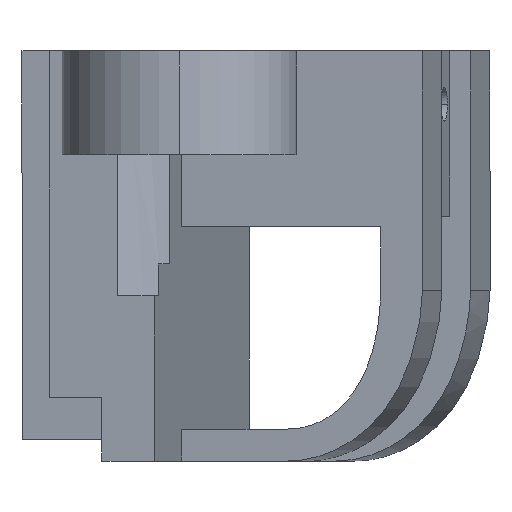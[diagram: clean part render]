
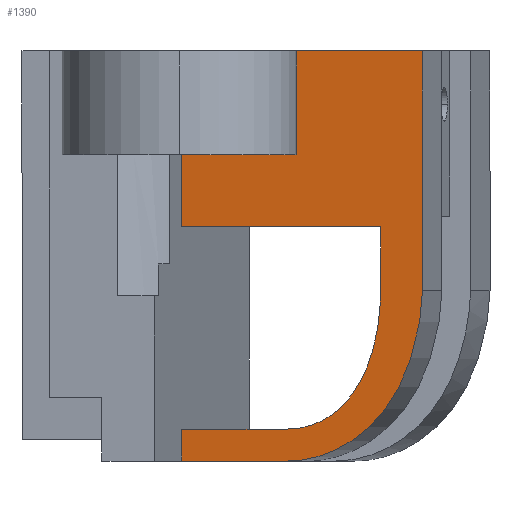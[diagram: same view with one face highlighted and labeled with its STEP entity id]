
A CAD part, left-side view. The second image highlights one B-rep face of the part: STEP entity #1390.
In plain terms, the highlighted planar face has unit normal (-0.983, 0.182, 0).
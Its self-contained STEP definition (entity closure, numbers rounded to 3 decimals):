
#2 = LINE ( 'NONE', #73, #171 ) ;
#33 = VERTEX_POINT ( 'NONE', #1698 ) ;
#35 = B_SPLINE_CURVE_WITH_KNOTS ( 'NONE', 3,
 ( #1394, #449, #607, #1716, #765 ),
 .UNSPECIFIED., .F., .F.,
 ( 4, 1, 4 ),
 ( 0., 0.548, 1. ),
 .UNSPECIFIED. ) ;
#73 = CARTESIAN_POINT ( 'NONE',  ( -73.538, 9.597, -76.548 ) ) ;
#75 = VECTOR ( 'NONE', #600, 1000. ) ;
#110 = LINE ( 'NONE', #1137, #191 ) ;
#128 = DIRECTION ( 'NONE',  ( -0.182, -0.983, 0. ) ) ;
#137 = VECTOR ( 'NONE', #851, 1000. ) ;
#171 = VECTOR ( 'NONE', #548, 1000. ) ;
#191 = VECTOR ( 'NONE', #349, 1000. ) ;
#223 = ORIENTED_EDGE ( 'NONE', *, *, #1992, .F. ) ;
#229 = DIRECTION ( 'NONE',  ( 0.182, 0.983, 0. ) ) ;
#241 = DIRECTION ( 'NONE',  ( 0., 0., 1. ) ) ;
#278 = VERTEX_POINT ( 'NONE', #1328 ) ;
#339 = EDGE_CURVE ( 'NONE', #718, #1418, #1641, .T. ) ;
#343 = LINE ( 'NONE', #447, #1656 ) ;
#349 = DIRECTION ( 'NONE',  ( 0., 0., 1. ) ) ;
#377 = CARTESIAN_POINT ( 'NONE',  ( -72.809, 13.53, -100.548 ) ) ;
#387 = VERTEX_POINT ( 'NONE', #1519 ) ;
#403 = EDGE_CURVE ( 'NONE', #1178, #718, #1528, .T. ) ;
#447 = CARTESIAN_POINT ( 'NONE',  ( -69.942, 28.992, -78.048 ) ) ;
#449 = CARTESIAN_POINT ( 'NONE',  ( -71.852, 18.69, -113.548 ) ) ;
#451 = DIRECTION ( 'NONE',  ( -0.983, 0.182, 0. ) ) ;
#492 = ORIENTED_EDGE ( 'NONE', *, *, #614, .F. ) ;
#530 = EDGE_CURVE ( 'NONE', #788, #1178, #35, .T. ) ;
#548 = DIRECTION ( 'NONE',  ( 0., 0., 1. ) ) ;
#600 = DIRECTION ( 'NONE',  ( -0.182, -0.983, 0. ) ) ;
#606 = CARTESIAN_POINT ( 'NONE',  ( -69.345, 32.212, -78.048 ) ) ;
#607 = CARTESIAN_POINT ( 'NONE',  ( -72.67, 14.278, -109.088 ) ) ;
#614 = EDGE_CURVE ( 'NONE', #1418, #2001, #110, .T. ) ;
#645 = CARTESIAN_POINT ( 'NONE',  ( -72.809, 13.53, -94.548 ) ) ;
#647 = FACE_OUTER_BOUND ( 'NONE', #1319, .T. ) ;
#653 = ORIENTED_EDGE ( 'NONE', *, *, #530, .F. ) ;
#689 = CARTESIAN_POINT ( 'NONE',  ( -69.345, 32.212, -116.548 ) ) ;
#700 = LINE ( 'NONE', #751, #75 ) ;
#713 = CARTESIAN_POINT ( 'NONE',  ( -71.168, 22.38, -113.548 ) ) ;
#718 = VERTEX_POINT ( 'NONE', #645 ) ;
#721 = VECTOR ( 'NONE', #241, 1000. ) ;
#747 = EDGE_CURVE ( 'NONE', #33, #387, #913, .T. ) ;
#751 = CARTESIAN_POINT ( 'NONE',  ( -69.345, 32.212, -113.548 ) ) ;
#765 = CARTESIAN_POINT ( 'NONE',  ( -72.809, 13.53, -100.548 ) ) ;
#780 = CARTESIAN_POINT ( 'NONE',  ( -73.538, 9.597, -100.548 ) ) ;
#788 = VERTEX_POINT ( 'NONE', #713 ) ;
#808 = CARTESIAN_POINT ( 'NONE',  ( -71.168, 22.38, -116.548 ) ) ;
#826 = AXIS2_PLACEMENT_3D ( 'NONE', #1082, #451, #1405 ) ;
#851 = DIRECTION ( 'NONE',  ( 0.182, 0.983, 0. ) ) ;
#857 = ORIENTED_EDGE ( 'NONE', *, *, #403, .F. ) ;
#913 = LINE ( 'NONE', #689, #137 ) ;
#969 = CARTESIAN_POINT ( 'NONE',  ( -73.538, 9.597, -100.548 ) ) ;
#983 = CARTESIAN_POINT ( 'NONE',  ( -71.964, 18.086, -116.548 ) ) ;
#1011 = ORIENTED_EDGE ( 'NONE', *, *, #1413, .F. ) ;
#1082 = CARTESIAN_POINT ( 'NONE',  ( -69.942, 28.992, -76.548 ) ) ;
#1107 = ORIENTED_EDGE ( 'NONE', *, *, #1365, .F. ) ;
#1137 = CARTESIAN_POINT ( 'NONE',  ( -69.345, 32.212, -76.548 ) ) ;
#1170 = CARTESIAN_POINT ( 'NONE',  ( -69.345, 32.212, -116.548 ) ) ;
#1175 = EDGE_CURVE ( 'NONE', #387, #1190, #1488, .T. ) ;
#1178 = VERTEX_POINT ( 'NONE', #377 ) ;
#1190 = VERTEX_POINT ( 'NONE', #1470 ) ;
#1216 = EDGE_CURVE ( 'NONE', #1742, #278, #2, .T. ) ;
#1319 = EDGE_LOOP ( 'NONE', ( #223, #492, #1374, #857, #653, #1107, #1793, #1652, #1011, #1669 ) ) ;
#1328 = CARTESIAN_POINT ( 'NONE',  ( -73.538, 9.597, -78.048 ) ) ;
#1345 = CARTESIAN_POINT ( 'NONE',  ( -69.942, 28.992, -94.548 ) ) ;
#1365 = EDGE_CURVE ( 'NONE', #1190, #788, #700, .T. ) ;
#1374 = ORIENTED_EDGE ( 'NONE', *, *, #339, .F. ) ;
#1390 = ADVANCED_FACE ( 'NONE', ( #647 ), #1708, .T. ) ;
#1394 = CARTESIAN_POINT ( 'NONE',  ( -71.168, 22.38, -113.548 ) ) ;
#1405 = DIRECTION ( 'NONE',  ( -0.182, -0.983, 0. ) ) ;
#1413 = EDGE_CURVE ( 'NONE', #1742, #33, #1720, .T. ) ;
#1418 = VERTEX_POINT ( 'NONE', #1761 ) ;
#1470 = CARTESIAN_POINT ( 'NONE',  ( -69.345, 32.212, -113.548 ) ) ;
#1488 = LINE ( 'NONE', #1170, #2026 ) ;
#1515 = CARTESIAN_POINT ( 'NONE',  ( -72.809, 13.53, -94.548 ) ) ;
#1519 = CARTESIAN_POINT ( 'NONE',  ( -69.345, 32.212, -116.548 ) ) ;
#1528 = LINE ( 'NONE', #1515, #721 ) ;
#1641 = LINE ( 'NONE', #1345, #1661 ) ;
#1652 = ORIENTED_EDGE ( 'NONE', *, *, #747, .F. ) ;
#1656 = VECTOR ( 'NONE', #128, 1000. ) ;
#1661 = VECTOR ( 'NONE', #229, 1000. ) ;
#1669 = ORIENTED_EDGE ( 'NONE', *, *, #1216, .T. ) ;
#1698 = CARTESIAN_POINT ( 'NONE',  ( -71.168, 22.38, -116.548 ) ) ;
#1708 = PLANE ( 'NONE',  #826 ) ;
#1716 = CARTESIAN_POINT ( 'NONE',  ( -72.809, 13.53, -102.749 ) ) ;
#1720 = B_SPLINE_CURVE_WITH_KNOTS ( 'NONE', 3,
 ( #780, #1882, #2052, #983, #808 ),
 .UNSPECIFIED., .F., .F.,
 ( 4, 1, 4 ),
 ( 0., 0.443, 1. ),
 .UNSPECIFIED. ) ;
#1742 = VERTEX_POINT ( 'NONE', #969 ) ;
#1761 = CARTESIAN_POINT ( 'NONE',  ( -69.345, 32.212, -94.548 ) ) ;
#1793 = ORIENTED_EDGE ( 'NONE', *, *, #1175, .F. ) ;
#1808 = DIRECTION ( 'NONE',  ( 0., 0., 1. ) ) ;
#1882 = CARTESIAN_POINT ( 'NONE',  ( -73.538, 9.597, -102.943 ) ) ;
#1992 = EDGE_CURVE ( 'NONE', #2001, #278, #343, .T. ) ;
#2001 = VERTEX_POINT ( 'NONE', #606 ) ;
#2026 = VECTOR ( 'NONE', #1808, 1000. ) ;
#2052 = CARTESIAN_POINT ( 'NONE',  ( -73.24, 11.202, -111.929 ) ) ;
